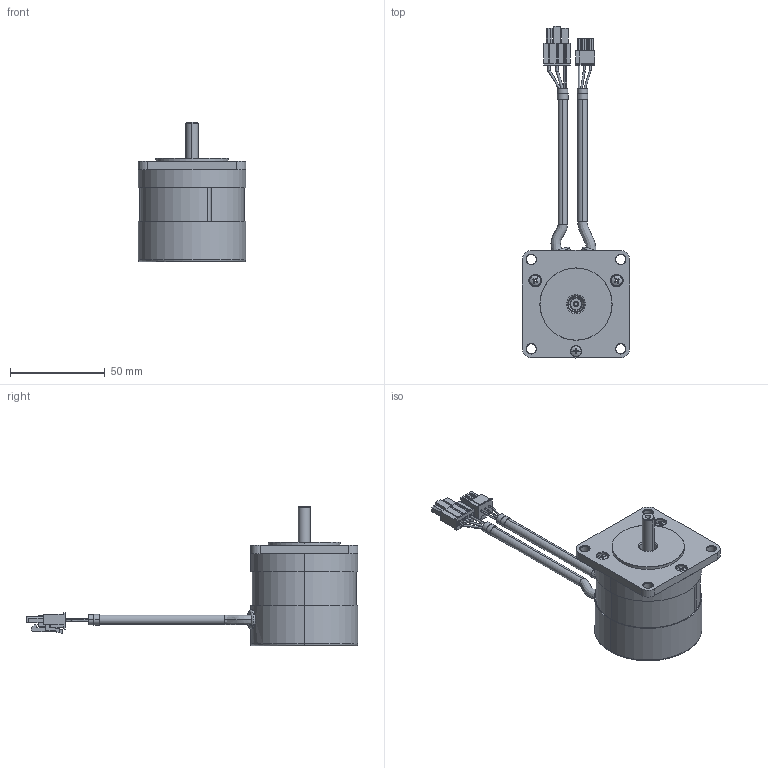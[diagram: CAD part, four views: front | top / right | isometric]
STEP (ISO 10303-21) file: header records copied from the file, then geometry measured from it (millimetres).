
FILE_DESCRIPTION (( 'STEP AP203' ), '1' );
FILE_NAME ('R57BLB50L2.STEP', '2018-05-31T08:19:32', ( 'User' ), ( 'China' ), 'SwSTEP 2.0', 'SolidWorks 2012', '' );
FILE_SCHEMA (( 'CONFIG_CONTROL_DESIGN' ));
Length unit declared in the file: millimetre
Products named in the file (1): R57BLB50L2
Bounding box: 56.6 x 174.86 x 73.5 mm (x, y, z)
Surface area: 24379.2 mm2 (no closed solid volume)
Topology: 0 solids, 20 shells, 442 faces, 1378 edges, 944 vertices
Faces by surface type: plane 271, cylinder 101, torus 26, bspline 20, cone 18, sphere 6
Entity records: 16255 total; most frequent: CARTESIAN_POINT 4048, DIRECTION 2514, ORIENTED_EDGE 2298, EDGE_CURVE 1378, LINE 960, VECTOR 960, VERTEX_POINT 944, AXIS2_PLACEMENT_3D 777
